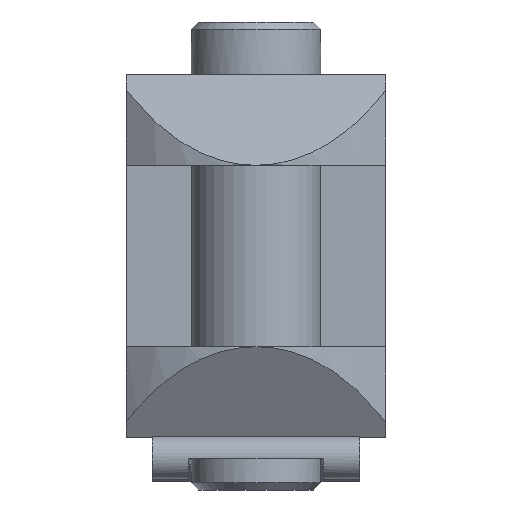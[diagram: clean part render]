
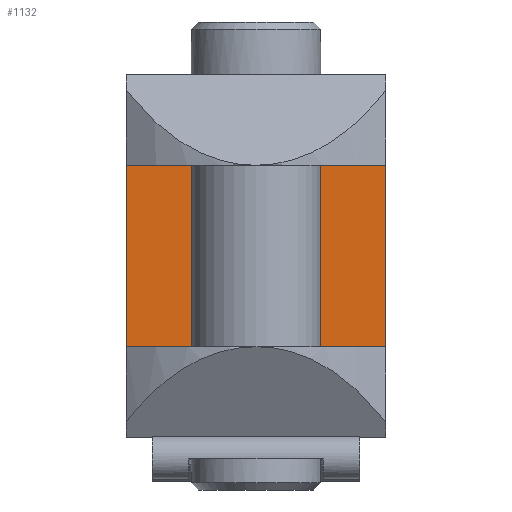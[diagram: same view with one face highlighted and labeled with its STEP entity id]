
A CAD part, left-side view. The second image highlights one B-rep face of the part: STEP entity #1132.
In plain terms, the highlighted planar face has unit normal (-1, 0, 0).
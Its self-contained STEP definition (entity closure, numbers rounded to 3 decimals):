
#41=PLANE('',#1233);
#93=LINE('',#1774,#199);
#101=LINE('',#1790,#207);
#127=LINE('',#1859,#233);
#128=LINE('',#1861,#234);
#199=VECTOR('',#1378,1000.);
#207=VECTOR('',#1388,1000.);
#233=VECTOR('',#1460,1000.);
#234=VECTOR('',#1463,1000.);
#408=ORIENTED_EDGE('',*,*,#649,.T.);
#409=ORIENTED_EDGE('',*,*,#696,.T.);
#410=ORIENTED_EDGE('',*,*,#657,.T.);
#411=ORIENTED_EDGE('',*,*,#695,.F.);
#649=EDGE_CURVE('',#808,#807,#93,.T.);
#657=EDGE_CURVE('',#815,#814,#101,.T.);
#695=EDGE_CURVE('',#808,#814,#127,.T.);
#696=EDGE_CURVE('',#807,#815,#128,.T.);
#807=VERTEX_POINT('',#1773);
#808=VERTEX_POINT('',#1775);
#814=VERTEX_POINT('',#1789);
#815=VERTEX_POINT('',#1791);
#954=EDGE_LOOP('',(#408,#409,#410,#411));
#1034=FACE_BOUND('',#954,.T.);
#1132=ADVANCED_FACE('',(#1034),#41,.T.);
#1233=AXIS2_PLACEMENT_3D('',#1860,#1461,#1462);
#1378=DIRECTION('',(0.,0.,-1.));
#1388=DIRECTION('',(0.,0.,1.));
#1460=DIRECTION('',(0.,-1.,0.));
#1461=DIRECTION('',(-1.,0.,0.));
#1462=DIRECTION('',(0.,0.,1.));
#1463=DIRECTION('',(0.,-1.,0.));
#1773=CARTESIAN_POINT('',(20.,10.,-7.));
#1774=CARTESIAN_POINT('',(20.,10.,14.));
#1775=CARTESIAN_POINT('',(20.,10.,7.));
#1789=CARTESIAN_POINT('',(20.,-10.,7.));
#1790=CARTESIAN_POINT('',(20.,-10.,14.));
#1791=CARTESIAN_POINT('',(20.,-10.,-7.));
#1859=CARTESIAN_POINT('',(20.,20.,7.));
#1860=CARTESIAN_POINT('',(20.,20.,7.));
#1861=CARTESIAN_POINT('',(20.,20.,-7.));
